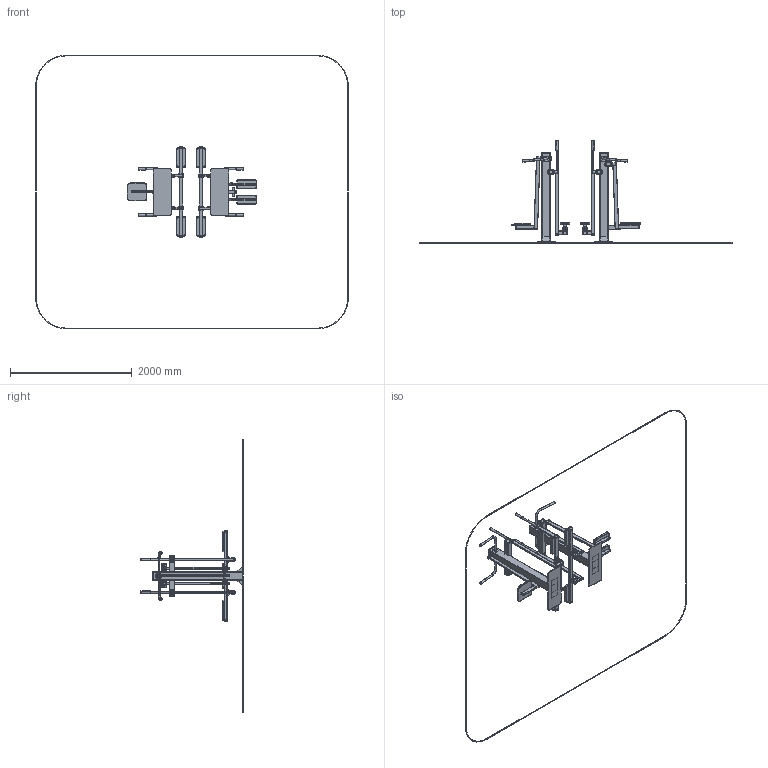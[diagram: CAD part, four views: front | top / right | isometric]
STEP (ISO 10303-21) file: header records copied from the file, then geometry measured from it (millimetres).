
FILE_DESCRIPTION(('STEP AP214'), '1');
FILE_NAME('òðåíàæåð', '', ('UNSPECIFIED'), ('UNSPECIFIED'), 'C3D Converter', 'C3D Toolkit', '');
FILE_SCHEMA(('AUTOMOTIVE_DESIGN { 1 0 10303 214 3 1 1}'));
Length unit declared in the file: millimetre
Products named in the file (73): УТ-07.1.14.00.00.00; УТ-07.1.14.00.02.00; УТ-07.1.14.02.01.00; УТ-07.1.14.02.01.04; УТ-29; УТ-07.1.14.01.01.02; УТ-07.1.14.01.00.00; УТ-07.1.14.01.01.01; УТ-07.01.01.02; УТ-02.1.14.01.01.00; УТ-18.01.00.00; УТ-18.01.01.00; УТ-18.01.01.01; УТ-18.01.01.02; УТ-18.02.00.00; УТ-18.02.01.00; ФК-03.03; УТ-02.1.14.00.00.01; УТ-07.1.14.00.01.00; УТ-27.1.14.00.01.26; УТ-02.1.14.00.01.04; 140-140ПЧН; УТ-19Н опора (2020); УТ-10.1Н.00.01.02; УТ-07.1.14.00.01.00 -01; УТ-27.1.14.00.01.26-01
Assembly tree (159 placements, depth 5):
  УТ-07.1.14.00.00.00
    УТ-07.1.14.00.02.00  x4
      УТ-07.1.14.02.01.00
        УТ-07.1.14.02.01.04
        УТ-29
          (unnamed)
          (unnamed)
        УТ-07.1.14.01.01.02
        УТ-07.1.14.01.01.02
        (unnamed)
      (unnamed)
      (unnamed)
    УТ-07.1.14.01.00.00  x2
      (unnamed)
        УТ-07.1.14.01.01.01
        (unnamed)  x8
        (unnamed)  x2
        УТ-07.01.01.02  x2
      (unnamed)
      (unnamed)
    (unnamed)  x2
      УТ-02.1.14.01.01.00
        (unnamed)
        (unnamed)
        УТ-07.01.01.02
        (unnamed)
      (unnamed)
      (unnamed)
    УТ-18.01.00.00  x2
      УТ-18.01.01.00
        УТ-18.01.01.01
        УТ-18.01.01.02
      (unnamed)
    УТ-18.02.00.00  x2
      (unnamed)
      УТ-18.02.01.00
        УТ-18.01.01.01
        УТ-18.01.01.02
    (unnamed)
      УТ-02.1.14.01.01.00
        (unnamed)
        (unnamed)
        (unnamed)
        (unnamed)
      (unnamed)
      (unnamed)  x2
    (unnamed)  x2
      (unnamed)
        ФК-03.03  x6
        (unnamed)  x2
        (unnamed)  x3
      (unnamed)
        (unnamed)
        (unnamed)
        (unnamed)
    УТ-02.1.14.00.00.01  x2
    (unnamed)
      УТ-07.1.14.00.01.00
        УТ-27.1.14.00.01.26
        УТ-02.1.14.00.01.04
Bounding box: 5125.23 x 1678.84 x 4482.93 mm (x, y, z)
Volume: 32973731.2 mm3; surface area: 14586543 mm2
Topology: 175 solids, 175 shells, 3088 faces, 6994 edges, 4371 vertices
Faces by surface type: plane 1644, cylinder 949, torus 286, cone 163, bspline 38, sphere 8
Full cylindrical faces by diameter (mm): 3 x6, 5 x4, 6.5 x4, 8.5 x7, 11 x7, 14.5 x8, 15 x8, 28.4 x12, 30 x14, 32 x7, 33 x7, 34 x20, 36 x14, 40 x19, 43 x7, 47 x8, 48 x7, 55 x14, 58 x14, 59 x4, 64 x14
Entity records: 40221 total; most frequent: CARTESIAN_POINT 7747, DIRECTION 4437, ORIENTED_EDGE 3738, EDGE_CURVE 1869, AXIS2_PLACEMENT_3D 1653, VERTEX_POINT 1232, LINE 1131, VECTOR 1131
